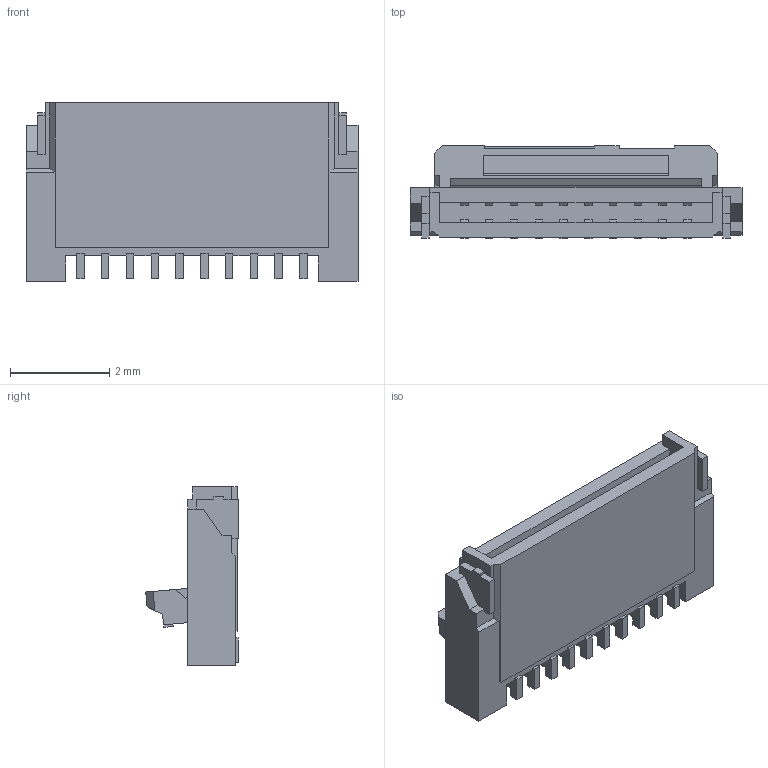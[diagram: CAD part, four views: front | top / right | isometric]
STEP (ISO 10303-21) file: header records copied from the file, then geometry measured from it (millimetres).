
FILE_DESCRIPTION(('STEP AP242'),'1');
FILE_NAME('5034801000.stp','2024-11-28T23:03:43',('TraceParts'),('TraceParts S.A.'),'Spatial InterOp 3D',' ',' ');
FILE_SCHEMA(('AP242_MANAGED_MODEL_BASED_3D_ENGINEERING_MIM_LF {1 0 10303 442 1 1 4}'));
Length unit declared in the file: millimetre
Products named in the file (1): 5034801000_1
Bounding box: 6.7 x 1.87 x 3.6 mm (x, y, z)
Volume: 15.8 mm3; surface area: 118.8 mm2
Topology: 1 solids, 1 shells, 467 faces, 1346 edges, 960 vertices
Faces by surface type: plane 424, cylinder 43
Entity records: 15112 total; most frequent: CARTESIAN_POINT 2679, ORIENTED_EDGE 2596, DIRECTION 2374, EDGE_CURVE 1298, LINE 1256, VECTOR 1256, VERTEX_POINT 864, AXIS2_PLACEMENT_3D 559
